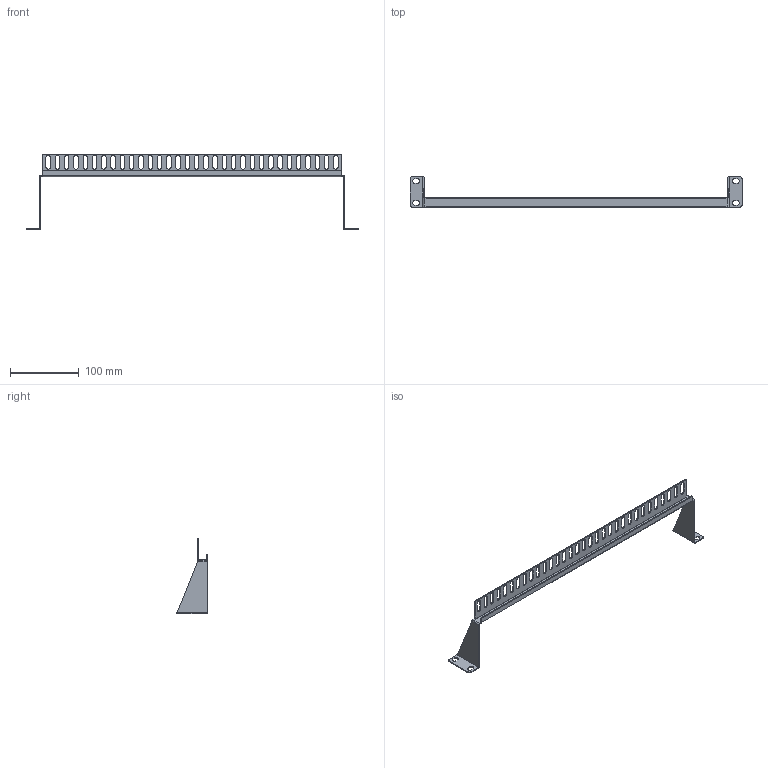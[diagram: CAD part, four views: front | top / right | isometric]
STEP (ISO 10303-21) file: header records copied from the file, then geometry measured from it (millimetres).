
FILE_DESCRIPTION (( 'STEP AP214' ), '1' );
FILE_NAME ('LC19INHZMLCB_3D.step', '2025-01-02T18:52:26', ( '' ), ( '' ), 'SwSTEP 2.0', 'SolidWorks 2022', '' );
FILE_SCHEMA (( 'AUTOMOTIVE_DESIGN' ));
Length unit declared in the file: millimetre
Products named in the file (1): LC19INHZMLCB_3D
Bounding box: 483 x 44.45 x 110 mm (x, y, z)
Volume: 37312.6 mm3; surface area: 54359.7 mm2
Topology: 1 solids, 1 shells, 242 faces, 676 edges, 436 vertices
Faces by surface type: plane 120, cylinder 120, bspline 2
Entity records: 8038 total; most frequent: CARTESIAN_POINT 1441, DIRECTION 1394, ORIENTED_EDGE 1352, EDGE_CURVE 676, AXIS2_PLACEMENT_3D 481, VERTEX_POINT 436, VECTOR 432, LINE 432
